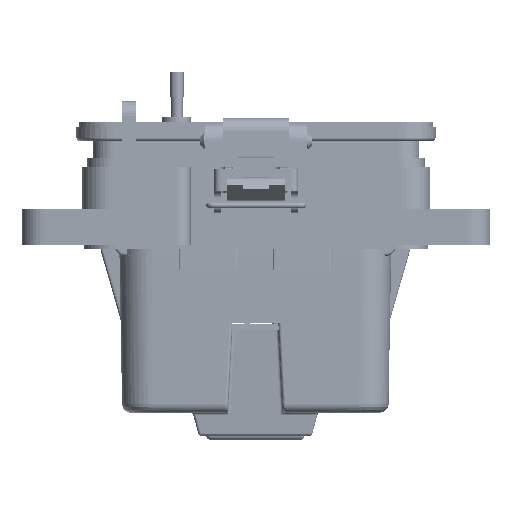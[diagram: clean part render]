
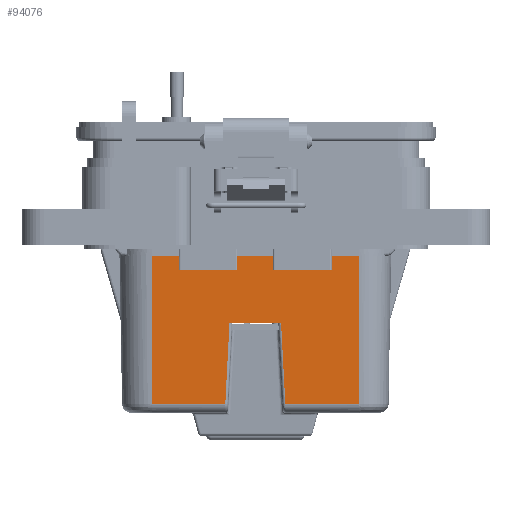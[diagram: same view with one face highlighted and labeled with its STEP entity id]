
A CAD part, front view. The second image highlights one B-rep face of the part: STEP entity #94076.
In plain terms, the highlighted face is planar.
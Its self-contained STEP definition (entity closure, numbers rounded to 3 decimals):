
#2411 = CARTESIAN_POINT ( 'NONE',  ( 23.658, 0., -21.031 ) ) ;
#2511 = EDGE_CURVE ( 'NONE', #93953, #48021, #107498, .T. ) ;
#4363 = PLANE ( 'NONE',  #186835 ) ;
#20980 = EDGE_CURVE ( 'NONE', #61250, #185230, #56407, .T. ) ;
#21739 = DIRECTION ( 'NONE',  ( -0.017, 0., -1. ) ) ;
#23747 = EDGE_CURVE ( 'NONE', #172208, #61250, #195951, .T. ) ;
#24732 = CARTESIAN_POINT ( 'NONE',  ( 23.271, 28.553, -43.224 ) ) ;
#25887 = DIRECTION ( 'NONE',  ( 0., 1., 0. ) ) ;
#29941 = VECTOR ( 'NONE', #171574, 1000. ) ;
#32474 = CARTESIAN_POINT ( 'NONE',  ( 23.981, 28.553, -2.54 ) ) ;
#33288 = CARTESIAN_POINT ( 'NONE',  ( 23.271, -8.275, -43.224 ) ) ;
#33586 = LINE ( 'NONE', #24732, #137387 ) ;
#35185 = VERTEX_POINT ( 'NONE', #140682 ) ;
#37295 = ORIENTED_EDGE ( 'NONE', *, *, #20980, .T. ) ;
#38219 = DIRECTION ( 'NONE',  ( 0.017, 0.052, 0.998 ) ) ;
#41210 = EDGE_CURVE ( 'NONE', #35185, #42791, #147132, .T. ) ;
#41285 = CARTESIAN_POINT ( 'NONE',  ( 23.981, 0., -2.54 ) ) ;
#42791 = VERTEX_POINT ( 'NONE', #32474 ) ;
#43290 = CARTESIAN_POINT ( 'NONE',  ( 23.271, -7.644, -43.224 ) ) ;
#43986 = LINE ( 'NONE', #94026, #190235 ) ;
#48021 = VERTEX_POINT ( 'NONE', #102536 ) ;
#49285 = DIRECTION ( 'NONE',  ( 0.017, 0., 1. ) ) ;
#56407 = LINE ( 'NONE', #43290, #205006 ) ;
#60204 = DIRECTION ( 'NONE',  ( -0.017, 0., -1. ) ) ;
#61250 = VERTEX_POINT ( 'NONE', #101684 ) ;
#64216 = ORIENTED_EDGE ( 'NONE', *, *, #2511, .T. ) ;
#67088 = VECTOR ( 'NONE', #60204, 1000. ) ;
#70685 = EDGE_LOOP ( 'NONE', ( #37295, #145329, #173471, #64216, #132330, #181144, #125047, #80341 ) ) ;
#70732 = DIRECTION ( 'NONE',  ( 1., 0., -0.017 ) ) ;
#72559 = EDGE_CURVE ( 'NONE', #185230, #82407, #183920, .T. ) ;
#80341 = ORIENTED_EDGE ( 'NONE', *, *, #23747, .T. ) ;
#82407 = VERTEX_POINT ( 'NONE', #185192 ) ;
#86225 = EDGE_CURVE ( 'NONE', #48021, #35185, #33586, .T. ) ;
#87021 = CARTESIAN_POINT ( 'NONE',  ( 23.981, -28.553, -2.54 ) ) ;
#93953 = VERTEX_POINT ( 'NONE', #206463 ) ;
#94026 = CARTESIAN_POINT ( 'NONE',  ( 23.981, 0., -2.54 ) ) ;
#94076 = ADVANCED_FACE ( 'NONE', ( #207559 ), #4363, .T. ) ;
#101392 = LINE ( 'NONE', #2411, #106544 ) ;
#101684 = CARTESIAN_POINT ( 'NONE',  ( 23.271, -28.553, -43.224 ) ) ;
#102536 = CARTESIAN_POINT ( 'NONE',  ( 23.271, 8.275, -43.224 ) ) ;
#106544 = VECTOR ( 'NONE', #186052, 1000. ) ;
#107498 = LINE ( 'NONE', #172658, #29941 ) ;
#109566 = VECTOR ( 'NONE', #38219, 1000. ) ;
#110343 = DIRECTION ( 'NONE',  ( 0., -1., 0. ) ) ;
#125047 = ORIENTED_EDGE ( 'NONE', *, *, #130741, .T. ) ;
#130741 = EDGE_CURVE ( 'NONE', #42791, #172208, #43986, .T. ) ;
#130835 = CARTESIAN_POINT ( 'NONE',  ( 23.981, 28.553, -2.54 ) ) ;
#132330 = ORIENTED_EDGE ( 'NONE', *, *, #86225, .T. ) ;
#137387 = VECTOR ( 'NONE', #158392, 1000. ) ;
#137474 = VECTOR ( 'NONE', #49285, 1000. ) ;
#140682 = CARTESIAN_POINT ( 'NONE',  ( 23.271, 28.553, -43.224 ) ) ;
#145329 = ORIENTED_EDGE ( 'NONE', *, *, #72559, .T. ) ;
#147132 = LINE ( 'NONE', #130835, #137474 ) ;
#158392 = DIRECTION ( 'NONE',  ( 0., 1., 0. ) ) ;
#163338 = CARTESIAN_POINT ( 'NONE',  ( 23.981, -28.553, -2.54 ) ) ;
#171574 = DIRECTION ( 'NONE',  ( -0.017, 0.052, -0.998 ) ) ;
#172208 = VERTEX_POINT ( 'NONE', #87021 ) ;
#172658 = CARTESIAN_POINT ( 'NONE',  ( 23.271, 8.273, -43.184 ) ) ;
#173471 = ORIENTED_EDGE ( 'NONE', *, *, #198327, .F. ) ;
#181144 = ORIENTED_EDGE ( 'NONE', *, *, #41210, .T. ) ;
#183920 = LINE ( 'NONE', #201265, #109566 ) ;
#185192 = CARTESIAN_POINT ( 'NONE',  ( 23.658, -7.112, -21.031 ) ) ;
#185230 = VERTEX_POINT ( 'NONE', #33288 ) ;
#186052 = DIRECTION ( 'NONE',  ( 0., -1., 0. ) ) ;
#186835 = AXIS2_PLACEMENT_3D ( 'NONE', #41285, #70732, #21739 ) ;
#190235 = VECTOR ( 'NONE', #110343, 1000. ) ;
#195951 = LINE ( 'NONE', #163338, #67088 ) ;
#198327 = EDGE_CURVE ( 'NONE', #93953, #82407, #101392, .T. ) ;
#201265 = CARTESIAN_POINT ( 'NONE',  ( 23.659, -7.11, -20.991 ) ) ;
#205006 = VECTOR ( 'NONE', #25887, 1000. ) ;
#206463 = CARTESIAN_POINT ( 'NONE',  ( 23.658, 7.112, -21.031 ) ) ;
#207559 = FACE_OUTER_BOUND ( 'NONE', #70685, .T. ) ;
